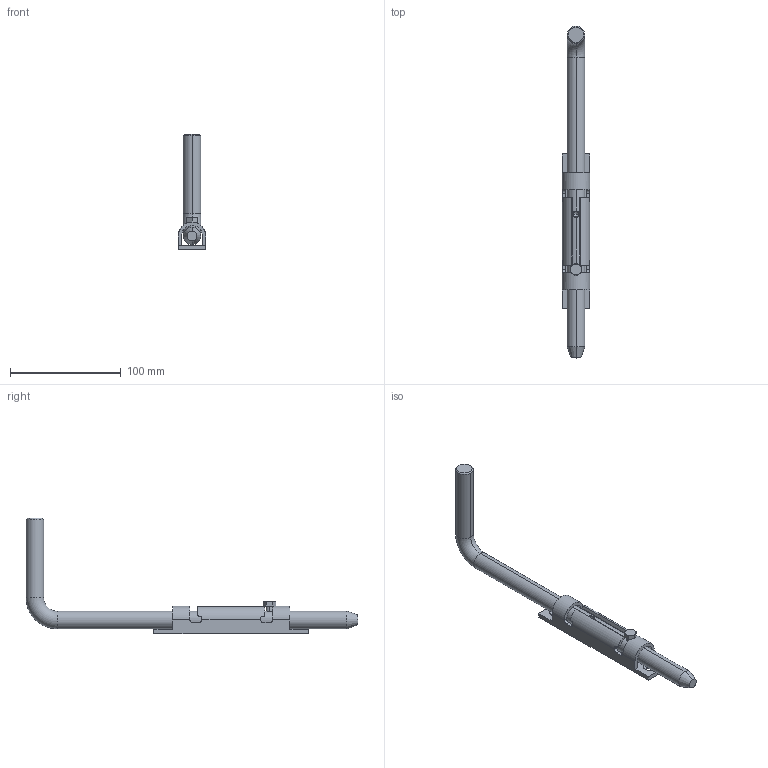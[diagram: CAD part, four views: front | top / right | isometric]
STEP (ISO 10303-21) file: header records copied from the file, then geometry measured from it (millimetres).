
FILE_DESCRIPTION (( 'STEP AP203' ), '1' );
FILE_NAME ('67-A-300.step', '2020-12-14T09:50:51', ( '' ), ( '' ), 'SwSTEP 2.0', 'SolidWorks 2018', '' );
FILE_SCHEMA (( 'CONFIG_CONTROL_DESIGN' ));
Length unit declared in the file: millimetre
Products named in the file (8): 67-A-300; DIN 931_DIN 931 M6x15; 67-A-X00 Teil1_67-A-300 Teil1; 67-A-X00 Teil2_67-A-300 Teil2; DIN 931; 67-A-X00 Teil2; 67-A-X00 Teil1
Assembly tree (4 placements, depth 2):
  67-A-300
    67-A-X00 Teil1_67-A-300 Teil1
    67-A-X00 Teil2_67-A-300 Teil2
    DIN 931_DIN 931 M6x15
  67-A-X00 Teil2
  67-A-X00 Teil1
  67-A-300
    DIN 931
Bounding box: 25 x 300 x 104.5 mm (x, y, z)
Volume: 101400.5 mm3; surface area: 37608.4 mm2
Topology: 3 solids, 3 shells, 351 faces, 951 edges, 624 vertices
Faces by surface type: plane 170, bspline 113, cylinder 42, cone 24, torus 2
Entity records: 20678 total; most frequent: CARTESIAN_POINT 11892, ORIENTED_EDGE 1892, DIRECTION 1258, EDGE_CURVE 946, VERTEX_POINT 622, LINE 570, VECTOR 570, EDGE_LOOP 384
